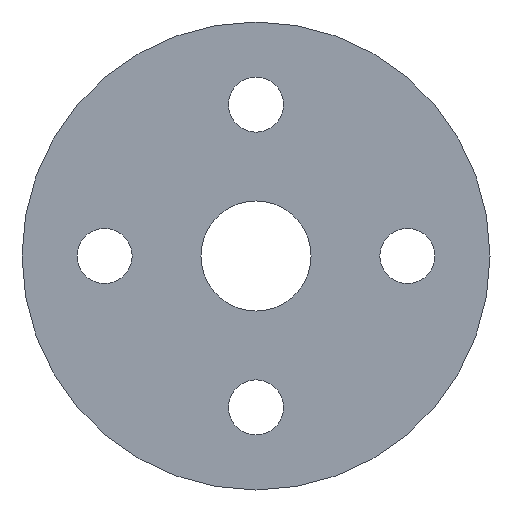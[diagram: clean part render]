
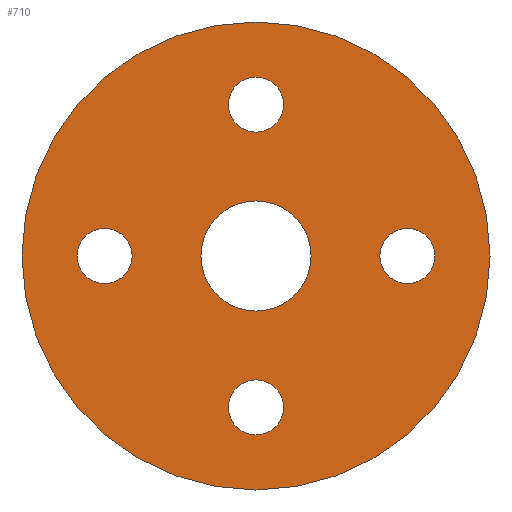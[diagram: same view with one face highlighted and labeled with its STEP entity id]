
A CAD part, front view. The second image highlights one B-rep face of the part: STEP entity #710.
In plain terms, the highlighted planar face has unit normal (0, -1, 0).
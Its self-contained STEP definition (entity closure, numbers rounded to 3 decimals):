
#1=CARTESIAN_POINT('',(0.,0.,0.));
#2=DIRECTION('',(0.,-1.,0.));
#3=DIRECTION('',(1.,0.,0.));
#4=AXIS2_PLACEMENT_3D('',#1,#2,#3);
#6=CARTESIAN_POINT('',(0.,0.,0.));
#7=DIRECTION('',(0.,-1.,0.));
#8=DIRECTION('',(-1.,0.,0.));
#9=AXIS2_PLACEMENT_3D('',#6,#7,#8);
#11=CARTESIAN_POINT('',(0.,0.,0.));
#12=DIRECTION('',(0.,-1.,0.));
#13=DIRECTION('',(0.,0.,1.));
#14=AXIS2_PLACEMENT_3D('',#11,#12,#13);
#16=CARTESIAN_POINT('',(0.,0.,0.));
#17=DIRECTION('',(0.,-1.,0.));
#18=DIRECTION('',(0.,0.,-1.));
#19=AXIS2_PLACEMENT_3D('',#16,#17,#18);
#21=CARTESIAN_POINT('',(11.,0.,0.));
#22=DIRECTION('',(0.,-1.,0.));
#23=DIRECTION('',(1.,0.,0.));
#24=AXIS2_PLACEMENT_3D('',#21,#22,#23);
#26=CARTESIAN_POINT('',(11.,0.,0.));
#27=DIRECTION('',(0.,-1.,0.));
#28=DIRECTION('',(-1.,0.,0.));
#29=AXIS2_PLACEMENT_3D('',#26,#27,#28);
#31=CARTESIAN_POINT('',(0.,0.,11.));
#32=DIRECTION('',(0.,-1.,0.));
#33=DIRECTION('',(1.,0.,0.));
#34=AXIS2_PLACEMENT_3D('',#31,#32,#33);
#36=CARTESIAN_POINT('',(0.,0.,11.));
#37=DIRECTION('',(0.,-1.,0.));
#38=DIRECTION('',(-1.,0.,0.));
#39=AXIS2_PLACEMENT_3D('',#36,#37,#38);
#41=CARTESIAN_POINT('',(-11.,0.,0.));
#42=DIRECTION('',(0.,-1.,0.));
#43=DIRECTION('',(1.,0.,0.));
#44=AXIS2_PLACEMENT_3D('',#41,#42,#43);
#46=CARTESIAN_POINT('',(-11.,0.,0.));
#47=DIRECTION('',(0.,-1.,0.));
#48=DIRECTION('',(-1.,0.,0.));
#49=AXIS2_PLACEMENT_3D('',#46,#47,#48);
#51=CARTESIAN_POINT('',(0.,0.,-11.));
#52=DIRECTION('',(0.,-1.,0.));
#53=DIRECTION('',(1.,0.,0.));
#54=AXIS2_PLACEMENT_3D('',#51,#52,#53);
#56=CARTESIAN_POINT('',(0.,0.,-11.));
#57=DIRECTION('',(0.,-1.,0.));
#58=DIRECTION('',(-1.,0.,0.));
#59=AXIS2_PLACEMENT_3D('',#56,#57,#58);
#517=CARTESIAN_POINT('',(0.,0.,4.));
#518=CARTESIAN_POINT('',(0.,0.,-4.));
#519=VERTEX_POINT('',#517);
#520=VERTEX_POINT('',#518);
#525=CARTESIAN_POINT('',(13.,0.,0.));
#526=CARTESIAN_POINT('',(9.,0.,0.));
#527=VERTEX_POINT('',#525);
#528=VERTEX_POINT('',#526);
#529=CARTESIAN_POINT('',(2.,0.,11.));
#530=CARTESIAN_POINT('',(-2.,0.,11.));
#531=VERTEX_POINT('',#529);
#532=VERTEX_POINT('',#530);
#533=CARTESIAN_POINT('',(-9.,0.,0.));
#534=CARTESIAN_POINT('',(-13.,0.,0.));
#535=VERTEX_POINT('',#533);
#536=VERTEX_POINT('',#534);
#537=CARTESIAN_POINT('',(2.,0.,-11.));
#538=CARTESIAN_POINT('',(-2.,0.,-11.));
#539=VERTEX_POINT('',#537);
#540=VERTEX_POINT('',#538);
#657=CARTESIAN_POINT('',(17.,0.,0.));
#658=CARTESIAN_POINT('',(-17.,0.,0.));
#659=VERTEX_POINT('',#657);
#660=VERTEX_POINT('',#658);
#669=CARTESIAN_POINT('',(0.,0.,0.));
#670=DIRECTION('',(0.,1.,0.));
#671=DIRECTION('',(1.,0.,0.));
#672=AXIS2_PLACEMENT_3D('',#669,#670,#671);
#673=PLANE('',#672);
#675=ORIENTED_EDGE('',*,*,#674,.F.);
#677=ORIENTED_EDGE('',*,*,#676,.F.);
#678=EDGE_LOOP('',(#675,#677));
#679=FACE_OUTER_BOUND('',#678,.F.);
#681=ORIENTED_EDGE('',*,*,#680,.T.);
#683=ORIENTED_EDGE('',*,*,#682,.T.);
#684=EDGE_LOOP('',(#681,#683));
#685=FACE_BOUND('',#684,.F.);
#687=ORIENTED_EDGE('',*,*,#686,.T.);
#689=ORIENTED_EDGE('',*,*,#688,.T.);
#690=EDGE_LOOP('',(#687,#689));
#691=FACE_BOUND('',#690,.F.);
#693=ORIENTED_EDGE('',*,*,#692,.T.);
#695=ORIENTED_EDGE('',*,*,#694,.T.);
#696=EDGE_LOOP('',(#693,#695));
#697=FACE_BOUND('',#696,.F.);
#699=ORIENTED_EDGE('',*,*,#698,.T.);
#701=ORIENTED_EDGE('',*,*,#700,.T.);
#702=EDGE_LOOP('',(#699,#701));
#703=FACE_BOUND('',#702,.F.);
#705=ORIENTED_EDGE('',*,*,#704,.T.);
#707=ORIENTED_EDGE('',*,*,#706,.T.);
#708=EDGE_LOOP('',(#705,#707));
#709=FACE_BOUND('',#708,.F.);
#710=ADVANCED_FACE('',(#679,#685,#691,#697,#703,#709),#673,.F.);
#5=CIRCLE('',#4,17.);
#10=CIRCLE('',#9,17.);
#15=CIRCLE('',#14,4.);
#20=CIRCLE('',#19,4.);
#25=CIRCLE('',#24,2.);
#30=CIRCLE('',#29,2.);
#35=CIRCLE('',#34,2.);
#40=CIRCLE('',#39,2.);
#45=CIRCLE('',#44,2.);
#50=CIRCLE('',#49,2.);
#55=CIRCLE('',#54,2.);
#60=CIRCLE('',#59,2.);
#674=EDGE_CURVE('',#659,#660,#5,.T.);
#676=EDGE_CURVE('',#660,#659,#10,.T.);
#680=EDGE_CURVE('',#519,#520,#15,.T.);
#682=EDGE_CURVE('',#520,#519,#20,.T.);
#686=EDGE_CURVE('',#527,#528,#25,.T.);
#688=EDGE_CURVE('',#528,#527,#30,.T.);
#692=EDGE_CURVE('',#531,#532,#35,.T.);
#694=EDGE_CURVE('',#532,#531,#40,.T.);
#698=EDGE_CURVE('',#535,#536,#45,.T.);
#700=EDGE_CURVE('',#536,#535,#50,.T.);
#704=EDGE_CURVE('',#539,#540,#55,.T.);
#706=EDGE_CURVE('',#540,#539,#60,.T.);
